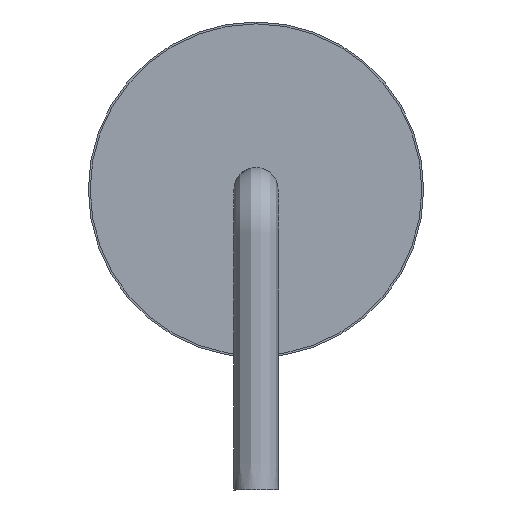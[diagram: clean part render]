
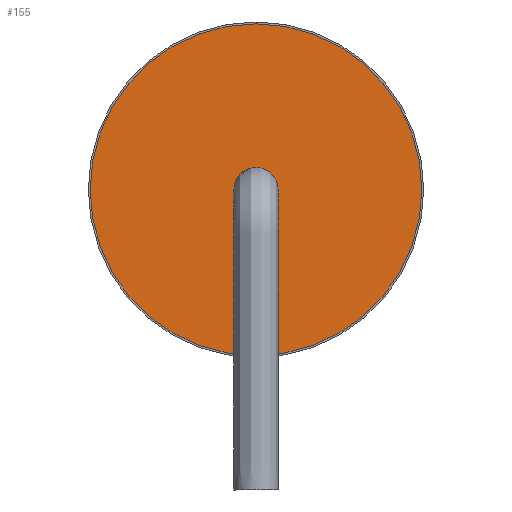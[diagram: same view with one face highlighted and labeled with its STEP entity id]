
A CAD part, left-side view. The second image highlights one B-rep face of the part: STEP entity #155.
In plain terms, the highlighted planar face has unit normal (-1, 0, 0).
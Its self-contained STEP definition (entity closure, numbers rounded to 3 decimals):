
#30=PLANE('',#179);
#48=FACE_OUTER_BOUND('',#66,.T.);
#66=EDGE_LOOP('',(#126));
#82=CIRCLE('',#173,4.5);
#94=VERTEX_POINT('',#251);
#106=EDGE_CURVE('',#94,#94,#82,.T.);
#126=ORIENTED_EDGE('',*,*,#106,.T.);
#155=ADVANCED_FACE('',(#48),#30,.F.);
#173=AXIS2_PLACEMENT_3D('',#252,#201,#202);
#179=AXIS2_PLACEMENT_3D('',#261,#213,#214);
#201=DIRECTION('center_axis',(-1.,0.,0.));
#202=DIRECTION('ref_axis',(0.,1.,0.));
#213=DIRECTION('center_axis',(1.,0.,0.));
#214=DIRECTION('ref_axis',(0.,0.,-1.));
#251=CARTESIAN_POINT('',(-4.55,-4.5,4.55));
#252=CARTESIAN_POINT('Origin',(-4.55,0.,
4.55));
#261=CARTESIAN_POINT('Origin',(-4.55,0.,
4.55));
